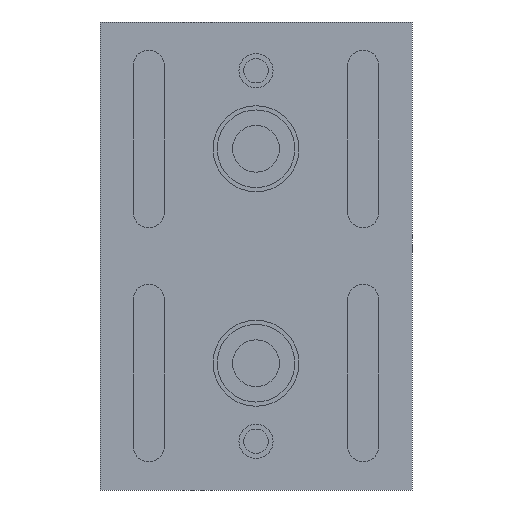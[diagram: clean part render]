
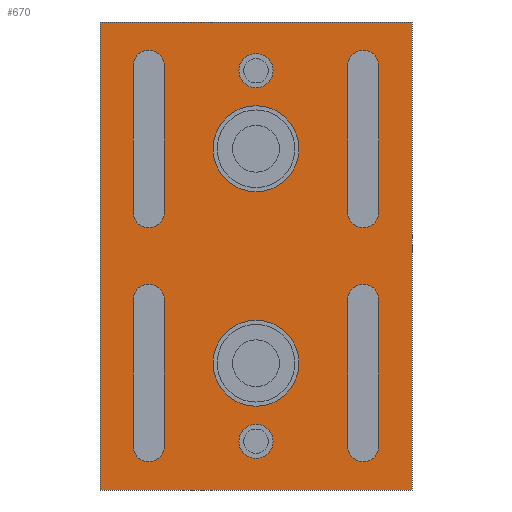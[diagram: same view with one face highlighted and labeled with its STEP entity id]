
A CAD part, front view. The second image highlights one B-rep face of the part: STEP entity #670.
In plain terms, the highlighted planar face has unit normal (0, -1, 0).
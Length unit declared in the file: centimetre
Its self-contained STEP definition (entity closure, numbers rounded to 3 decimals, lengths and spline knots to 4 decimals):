
#30=LINE('',#1069,#74);
#34=LINE('',#1078,#78);
#36=LINE('',#1085,#80);
#40=LINE('',#1094,#84);
#42=LINE('',#1101,#86);
#46=LINE('',#1110,#90);
#48=LINE('',#1117,#92);
#52=LINE('',#1126,#96);
#54=LINE('',#1133,#98);
#57=LINE('',#1138,#101);
#59=LINE('',#1142,#103);
#61=LINE('',#1145,#105);
#74=VECTOR('',#868,100.);
#78=VECTOR('',#878,100.);
#80=VECTOR('',#886,100.);
#84=VECTOR('',#896,100.);
#86=VECTOR('',#904,100.);
#90=VECTOR('',#914,100.);
#92=VECTOR('',#922,100.);
#96=VECTOR('',#932,100.);
#98=VECTOR('',#940,100.);
#101=VECTOR('',#945,100.);
#103=VECTOR('',#949,100.);
#105=VECTOR('',#953,100.);
#131=PLANE('',#752);
#148=FACE_BOUND('',#261,.T.);
#149=FACE_BOUND('',#262,.T.);
#150=FACE_BOUND('',#263,.T.);
#151=FACE_BOUND('',#264,.T.);
#152=FACE_BOUND('',#265,.T.);
#153=FACE_BOUND('',#266,.T.);
#154=FACE_BOUND('',#267,.T.);
#155=FACE_BOUND('',#268,.T.);
#200=FACE_OUTER_BOUND('',#260,.T.);
#260=EDGE_LOOP('',(#581,#582,#583,#584));
#261=EDGE_LOOP('',(#585,#586,#587,#588));
#262=EDGE_LOOP('',(#589,#590,#591,#592));
#263=EDGE_LOOP('',(#593,#594,#595,#596));
#264=EDGE_LOOP('',(#597,#598,#599,#600));
#265=EDGE_LOOP('',(#601));
#266=EDGE_LOOP('',(#602));
#267=EDGE_LOOP('',(#603));
#268=EDGE_LOOP('',(#604));
#288=CIRCLE('',#702,1.1129);
#289=CIRCLE('',#704,1.1129);
#299=CIRCLE('',#722,2.8004);
#300=CIRCLE('',#725,1.016);
#301=CIRCLE('',#728,1.016);
#302=CIRCLE('',#731,1.016);
#303=CIRCLE('',#734,1.016);
#304=CIRCLE('',#737,1.016);
#305=CIRCLE('',#740,1.016);
#306=CIRCLE('',#743,1.016);
#307=CIRCLE('',#746,1.016);
#308=CIRCLE('',#753,2.8004);
#324=VERTEX_POINT('',#1009);
#325=VERTEX_POINT('',#1012);
#347=VERTEX_POINT('',#1064);
#348=VERTEX_POINT('',#1067);
#349=VERTEX_POINT('',#1068);
#350=VERTEX_POINT('',#1073);
#351=VERTEX_POINT('',#1077);
#352=VERTEX_POINT('',#1083);
#353=VERTEX_POINT('',#1084);
#354=VERTEX_POINT('',#1089);
#355=VERTEX_POINT('',#1093);
#356=VERTEX_POINT('',#1099);
#357=VERTEX_POINT('',#1100);
#358=VERTEX_POINT('',#1105);
#359=VERTEX_POINT('',#1109);
#360=VERTEX_POINT('',#1115);
#361=VERTEX_POINT('',#1116);
#362=VERTEX_POINT('',#1121);
#363=VERTEX_POINT('',#1125);
#364=VERTEX_POINT('',#1131);
#365=VERTEX_POINT('',#1132);
#366=VERTEX_POINT('',#1137);
#367=VERTEX_POINT('',#1141);
#368=VERTEX_POINT('',#1148);
#384=EDGE_CURVE('',#324,#324,#288,.T.);
#385=EDGE_CURVE('',#325,#325,#289,.T.);
#407=EDGE_CURVE('',#347,#347,#299,.T.);
#408=EDGE_CURVE('',#348,#349,#30,.T.);
#411=EDGE_CURVE('',#349,#350,#300,.T.);
#413=EDGE_CURVE('',#350,#351,#34,.T.);
#415=EDGE_CURVE('',#351,#348,#301,.T.);
#416=EDGE_CURVE('',#352,#353,#36,.T.);
#419=EDGE_CURVE('',#353,#354,#302,.T.);
#421=EDGE_CURVE('',#354,#355,#40,.T.);
#423=EDGE_CURVE('',#355,#352,#303,.T.);
#424=EDGE_CURVE('',#356,#357,#42,.T.);
#427=EDGE_CURVE('',#357,#358,#304,.T.);
#429=EDGE_CURVE('',#358,#359,#46,.T.);
#431=EDGE_CURVE('',#359,#356,#305,.T.);
#432=EDGE_CURVE('',#360,#361,#48,.T.);
#435=EDGE_CURVE('',#361,#362,#306,.T.);
#437=EDGE_CURVE('',#362,#363,#52,.T.);
#439=EDGE_CURVE('',#363,#360,#307,.T.);
#440=EDGE_CURVE('',#364,#365,#54,.T.);
#443=EDGE_CURVE('',#365,#366,#57,.T.);
#445=EDGE_CURVE('',#366,#367,#59,.T.);
#447=EDGE_CURVE('',#367,#364,#61,.T.);
#448=EDGE_CURVE('',#368,#368,#308,.T.);
#581=ORIENTED_EDGE('',*,*,#447,.F.);
#582=ORIENTED_EDGE('',*,*,#445,.F.);
#583=ORIENTED_EDGE('',*,*,#443,.F.);
#584=ORIENTED_EDGE('',*,*,#440,.F.);
#585=ORIENTED_EDGE('',*,*,#439,.F.);
#586=ORIENTED_EDGE('',*,*,#437,.F.);
#587=ORIENTED_EDGE('',*,*,#435,.F.);
#588=ORIENTED_EDGE('',*,*,#432,.F.);
#589=ORIENTED_EDGE('',*,*,#431,.F.);
#590=ORIENTED_EDGE('',*,*,#429,.F.);
#591=ORIENTED_EDGE('',*,*,#427,.F.);
#592=ORIENTED_EDGE('',*,*,#424,.F.);
#593=ORIENTED_EDGE('',*,*,#423,.F.);
#594=ORIENTED_EDGE('',*,*,#421,.F.);
#595=ORIENTED_EDGE('',*,*,#419,.F.);
#596=ORIENTED_EDGE('',*,*,#416,.F.);
#597=ORIENTED_EDGE('',*,*,#415,.F.);
#598=ORIENTED_EDGE('',*,*,#413,.F.);
#599=ORIENTED_EDGE('',*,*,#411,.F.);
#600=ORIENTED_EDGE('',*,*,#408,.F.);
#601=ORIENTED_EDGE('',*,*,#385,.F.);
#602=ORIENTED_EDGE('',*,*,#384,.F.);
#603=ORIENTED_EDGE('',*,*,#448,.F.);
#604=ORIENTED_EDGE('',*,*,#407,.F.);
#670=ADVANCED_FACE('',(#200,#148,#149,#150,#151,#152,#153,#154,#155),#131,
 .T.);
#702=AXIS2_PLACEMENT_3D('',#1010,#812,#813);
#704=AXIS2_PLACEMENT_3D('',#1013,#816,#817);
#722=AXIS2_PLACEMENT_3D('',#1065,#864,#865);
#725=AXIS2_PLACEMENT_3D('',#1074,#873,#874);
#728=AXIS2_PLACEMENT_3D('',#1081,#882,#883);
#731=AXIS2_PLACEMENT_3D('',#1090,#891,#892);
#734=AXIS2_PLACEMENT_3D('',#1097,#900,#901);
#737=AXIS2_PLACEMENT_3D('',#1106,#909,#910);
#740=AXIS2_PLACEMENT_3D('',#1113,#918,#919);
#743=AXIS2_PLACEMENT_3D('',#1122,#927,#928);
#746=AXIS2_PLACEMENT_3D('',#1129,#936,#937);
#752=AXIS2_PLACEMENT_3D('',#1147,#956,#957);
#753=AXIS2_PLACEMENT_3D('',#1149,#958,#959);
#812=DIRECTION('center_axis',(0.,-1.,0.));
#813=DIRECTION('ref_axis',(0.,0.,-1.));
#816=DIRECTION('center_axis',(0.,-1.,0.));
#817=DIRECTION('ref_axis',(0.,0.,-1.));
#864=DIRECTION('center_axis',(0.,-1.,0.));
#865=DIRECTION('ref_axis',(0.,0.,-1.));
#868=DIRECTION('',(0.,0.,-1.));
#873=DIRECTION('center_axis',(0.,-1.,0.));
#874=DIRECTION('ref_axis',(0.,0.,-1.));
#878=DIRECTION('',(0.,0.,1.));
#882=DIRECTION('center_axis',(0.,-1.,0.));
#883=DIRECTION('ref_axis',(0.,0.,-1.));
#886=DIRECTION('',(0.,0.,-1.));
#891=DIRECTION('center_axis',(0.,-1.,0.));
#892=DIRECTION('ref_axis',(0.,0.,-1.));
#896=DIRECTION('',(0.,0.,1.));
#900=DIRECTION('center_axis',(0.,-1.,0.));
#901=DIRECTION('ref_axis',(0.,0.,-1.));
#904=DIRECTION('',(0.,0.,-1.));
#909=DIRECTION('center_axis',(0.,-1.,0.));
#910=DIRECTION('ref_axis',(0.,0.,-1.));
#914=DIRECTION('',(0.,0.,1.));
#918=DIRECTION('center_axis',(0.,-1.,0.));
#919=DIRECTION('ref_axis',(0.,0.,-1.));
#922=DIRECTION('',(0.,0.,-1.));
#927=DIRECTION('center_axis',(0.,-1.,0.));
#928=DIRECTION('ref_axis',(0.,0.,-1.));
#932=DIRECTION('',(0.,0.,1.));
#936=DIRECTION('center_axis',(0.,-1.,0.));
#937=DIRECTION('ref_axis',(0.,0.,-1.));
#940=DIRECTION('',(1.,0.,0.));
#945=DIRECTION('',(0.,0.,-1.));
#949=DIRECTION('',(-1.,0.,0.));
#953=DIRECTION('',(0.,0.,1.));
#956=DIRECTION('center_axis',(0.,-1.,0.));
#957=DIRECTION('ref_axis',(0.,0.,-1.));
#958=DIRECTION('center_axis',(0.,-1.,0.));
#959=DIRECTION('ref_axis',(0.,0.,-1.));
#1009=CARTESIAN_POINT('',(10.16,0.,-4.2879));
#1010=CARTESIAN_POINT('Origin',(10.16,0.,-3.175));
#1012=CARTESIAN_POINT('',(10.16,0.,-28.4179));
#1013=CARTESIAN_POINT('Origin',(10.16,0.,-27.305));
#1064=CARTESIAN_POINT('',(10.16,0.,-11.0554));
#1065=CARTESIAN_POINT('Origin',(10.16,0.,-8.255));
#1067=CARTESIAN_POINT('',(16.129,0.,-2.8575));
#1068=CARTESIAN_POINT('',(16.129,0.,-12.3825));
#1069=CARTESIAN_POINT('',(16.129,0.,-12.3825));
#1073=CARTESIAN_POINT('',(18.161,0.,-12.3825));
#1074=CARTESIAN_POINT('Origin',(17.145,0.,-12.3825));
#1077=CARTESIAN_POINT('',(18.161,0.,-2.8575));
#1078=CARTESIAN_POINT('',(18.161,0.,-2.8575));
#1081=CARTESIAN_POINT('Origin',(17.145,0.,-2.8575));
#1083=CARTESIAN_POINT('',(16.129,0.,-18.0975));
#1084=CARTESIAN_POINT('',(16.129,0.,-27.6225));
#1085=CARTESIAN_POINT('',(16.129,0.,-27.6225));
#1089=CARTESIAN_POINT('',(18.161,0.,-27.6225));
#1090=CARTESIAN_POINT('Origin',(17.145,0.,-27.6225));
#1093=CARTESIAN_POINT('',(18.161,0.,-18.0975));
#1094=CARTESIAN_POINT('',(18.161,0.,-18.0975));
#1097=CARTESIAN_POINT('Origin',(17.145,0.,-18.0975));
#1099=CARTESIAN_POINT('',(2.159,0.,-2.8575));
#1100=CARTESIAN_POINT('',(2.159,0.,-12.3825));
#1101=CARTESIAN_POINT('',(2.159,0.,-2.8575));
#1105=CARTESIAN_POINT('',(4.191,0.,-12.3825));
#1106=CARTESIAN_POINT('Origin',(3.175,0.,-12.3825));
#1109=CARTESIAN_POINT('',(4.191,0.,-2.8575));
#1110=CARTESIAN_POINT('',(4.191,0.,-2.8575));
#1113=CARTESIAN_POINT('Origin',(3.175,0.,-2.8575));
#1115=CARTESIAN_POINT('',(2.159,0.,-18.0975));
#1116=CARTESIAN_POINT('',(2.159,0.,-27.6225));
#1117=CARTESIAN_POINT('',(2.159,0.,-18.0975));
#1121=CARTESIAN_POINT('',(4.191,0.,-27.6225));
#1122=CARTESIAN_POINT('Origin',(3.175,0.,-27.6225));
#1125=CARTESIAN_POINT('',(4.191,0.,-18.0975));
#1126=CARTESIAN_POINT('',(4.191,0.,-18.0975));
#1129=CARTESIAN_POINT('Origin',(3.175,0.,-18.0975));
#1131=CARTESIAN_POINT('',(0.,0.,0.));
#1132=CARTESIAN_POINT('',(20.32,0.,0.));
#1133=CARTESIAN_POINT('',(0.,0.,0.));
#1137=CARTESIAN_POINT('',(20.32,0.,-30.48));
#1138=CARTESIAN_POINT('',(20.32,0.,0.));
#1141=CARTESIAN_POINT('',(0.,0.,-30.48));
#1142=CARTESIAN_POINT('',(0.,0.,-30.48));
#1145=CARTESIAN_POINT('',(0.,0.,0.));
#1147=CARTESIAN_POINT('Origin',(0.,0.,-30.48));
#1148=CARTESIAN_POINT('',(10.16,0.,-25.0254));
#1149=CARTESIAN_POINT('Origin',(10.16,0.,-22.225));
